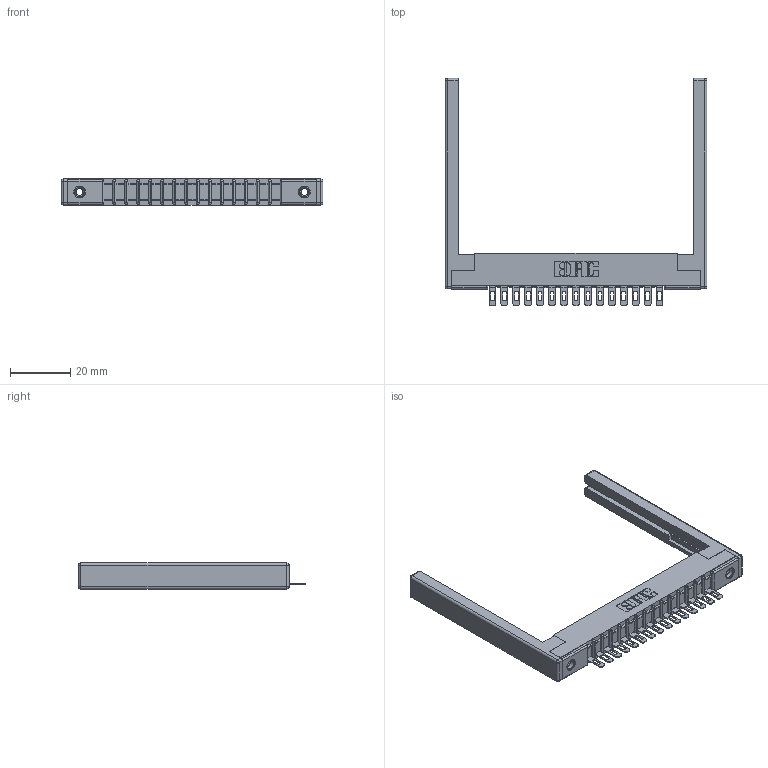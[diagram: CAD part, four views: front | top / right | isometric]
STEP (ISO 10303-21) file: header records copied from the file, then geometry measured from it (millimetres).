
FILE_DESCRIPTION (( 'STEP AP203' ), '1' );
FILE_NAME ('357-015-401-168.STEP', '2020-09-30T17:44:22', ( '' ), ( '' ), 'SwSTEP 2.0', 'SolidWorks 2020', '' );
FILE_SCHEMA (( 'CONFIG_CONTROL_DESIGN' ));
Length unit declared in the file: inch
Products named in the file (5): 307-290-002_501; 345-250-001_345-250-001-102; 307-220-068; 357-015-401-168; 307 Part_.156 Dia Mounting Holes
Assembly tree (20 placements, depth 2):
  357-015-401-168
    307 Part_.156 Dia Mounting Holes
    307-290-002_501  x15
    307-220-068  x2
    345-250-001_345-250-001-102  x2
Bounding box: 86.87 x 75.39 x 8.71 mm (x, y, z)
Volume: 10303.1 mm3; surface area: 14180.1 mm2
Topology: 20 solids, 20 shells, 1428 faces, 4283 edges, 2790 vertices
Faces by surface type: plane 818, cylinder 554, sphere 40, cone 12, torus 4
Entity records: 19741 total; most frequent: CARTESIAN_POINT 3289, ORIENTED_EDGE 3268, DIRECTION 3230, EDGE_CURVE 1634, VECTOR 1232, LINE 1232, VERTEX_POINT 1058, AXIS2_PLACEMENT_3D 999
